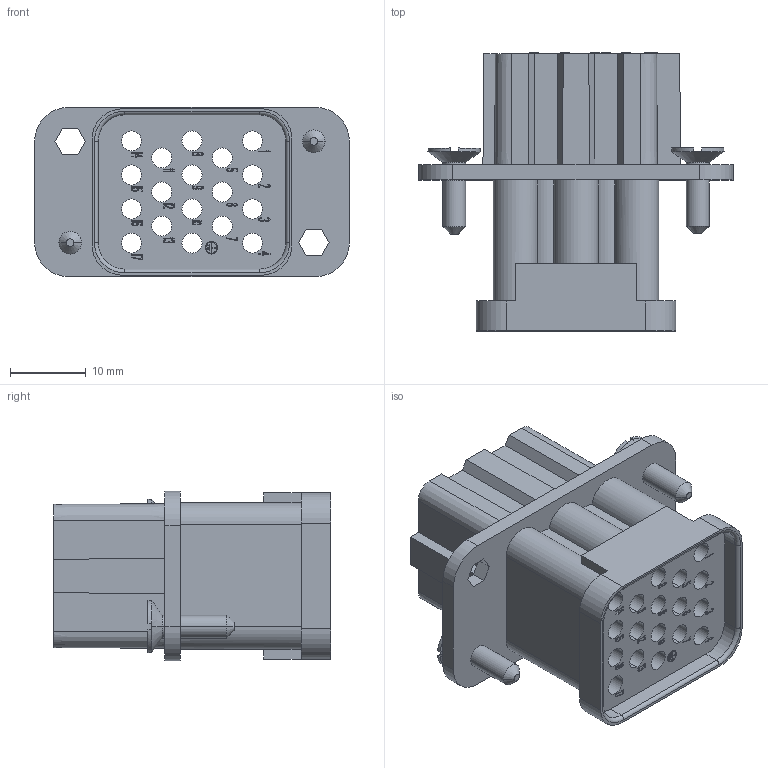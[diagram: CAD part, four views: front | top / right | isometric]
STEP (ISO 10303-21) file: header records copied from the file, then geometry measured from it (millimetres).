
FILE_DESCRIPTION((''),'2;1');
FILE_NAME('HQ-017-F','2017-09-15T',('tl.yang'),(''),'PRO/ENGINEER BY PARAMETRIC TECHNOLOGY CORPORATION, 2011500','PRO/ENGINEER BY PARAMETRIC TECHNOLOGY CORPORATION, 2011500','');
FILE_SCHEMA(('CONFIG_CONTROL_DESIGN'));
Length unit declared in the file: millimetre
Products named in the file (1): HQ-017-F
Bounding box: 41.6 x 36.75 x 22.4 mm (x, y, z)
Volume: 11286.8 mm3; surface area: 11420.6 mm2
Topology: 1 solids, 1 shells, 1729 faces, 4814 edges, 3186 vertices
Faces by surface type: plane 1525, cylinder 152, cone 48, torus 4
Entity records: 54578 total; most frequent: CARTESIAN_POINT 9729, ORIENTED_EDGE 9628, DIRECTION 8624, EDGE_CURVE 4814, VECTOR 4462, LINE 4462, VERTEX_POINT 3186, AXIS2_PLACEMENT_3D 2081
